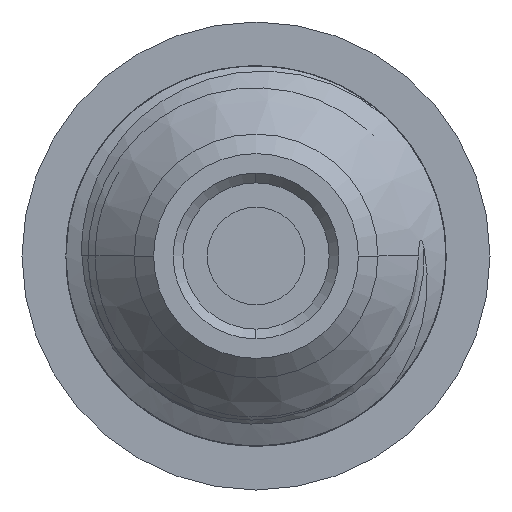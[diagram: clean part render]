
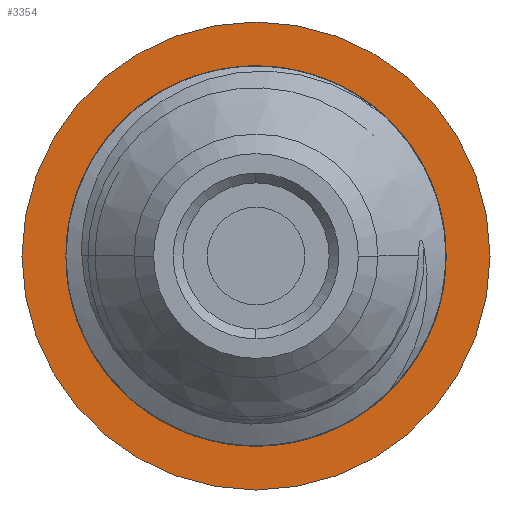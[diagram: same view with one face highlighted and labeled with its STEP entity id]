
A CAD part, left-side view. The second image highlights one B-rep face of the part: STEP entity #3354.
In plain terms, the highlighted planar face has unit normal (-1, 0, 0).
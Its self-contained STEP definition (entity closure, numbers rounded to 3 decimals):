
#70=CARTESIAN_POINT('',(-6.,0.,0.));
#71=DIRECTION('',(1.,0.,0.));
#72=DIRECTION('',(0.,1.,0.));
#73=AXIS2_PLACEMENT_3D('',#70,#71,#72);
#75=CARTESIAN_POINT('',(-6.,0.,0.));
#76=DIRECTION('',(-1.,0.,0.));
#77=DIRECTION('',(0.,1.,0.));
#78=AXIS2_PLACEMENT_3D('',#75,#76,#77);
#964=CARTESIAN_POINT('',(-6.,0.,0.));
#965=DIRECTION('',(-1.,0.,0.));
#966=DIRECTION('',(0.,1.,0.));
#967=AXIS2_PLACEMENT_3D('',#964,#965,#966);
#1844=CARTESIAN_POINT('',(-6.,0.,0.));
#1845=DIRECTION('',(1.,0.,0.));
#1846=DIRECTION('',(0.,1.,0.));
#1847=AXIS2_PLACEMENT_3D('',#1844,#1845,#1846);
#3106=CARTESIAN_POINT('',(-6.,2.4,0.));
#3108=VERTEX_POINT('',#3106);
#3114=CARTESIAN_POINT('',(-6.,-2.4,0.));
#3116=VERTEX_POINT('',#3114);
#3117=CARTESIAN_POINT('',(-6.,1.95,0.));
#3118=CARTESIAN_POINT('',(-6.,-1.95,0.));
#3119=VERTEX_POINT('',#3117);
#3120=VERTEX_POINT('',#3118);
#3339=CARTESIAN_POINT('',(-6.,0.,0.));
#3340=DIRECTION('',(1.,0.,0.));
#3341=DIRECTION('',(0.,-1.,0.));
#3342=AXIS2_PLACEMENT_3D('',#3339,#3340,#3341);
#3343=PLANE('',#3342);
#3344=ORIENTED_EDGE('',*,*,#3334,.T.);
#3345=ORIENTED_EDGE('',*,*,#3318,.F.);
#3346=EDGE_LOOP('',(#3344,#3345));
#3347=FACE_OUTER_BOUND('',#3346,.F.);
#3349=ORIENTED_EDGE('',*,*,#3348,.T.);
#3351=ORIENTED_EDGE('',*,*,#3350,.F.);
#3352=EDGE_LOOP('',(#3349,#3351));
#3353=FACE_BOUND('',#3352,.F.);
#74=CIRCLE('',#73,2.4);
#79=CIRCLE('',#78,2.4);
#968=CIRCLE('',#967,1.95);
#1848=CIRCLE('',#1847,1.95);
#3318=EDGE_CURVE('',#3108,#3116,#79,.T.);
#3334=EDGE_CURVE('',#3108,#3116,#74,.T.);
#3348=EDGE_CURVE('',#3119,#3120,#968,.T.);
#3350=EDGE_CURVE('',#3119,#3120,#1848,.T.);
#3354=ADVANCED_FACE('',(#3347,#3353),#3343,.F.);
